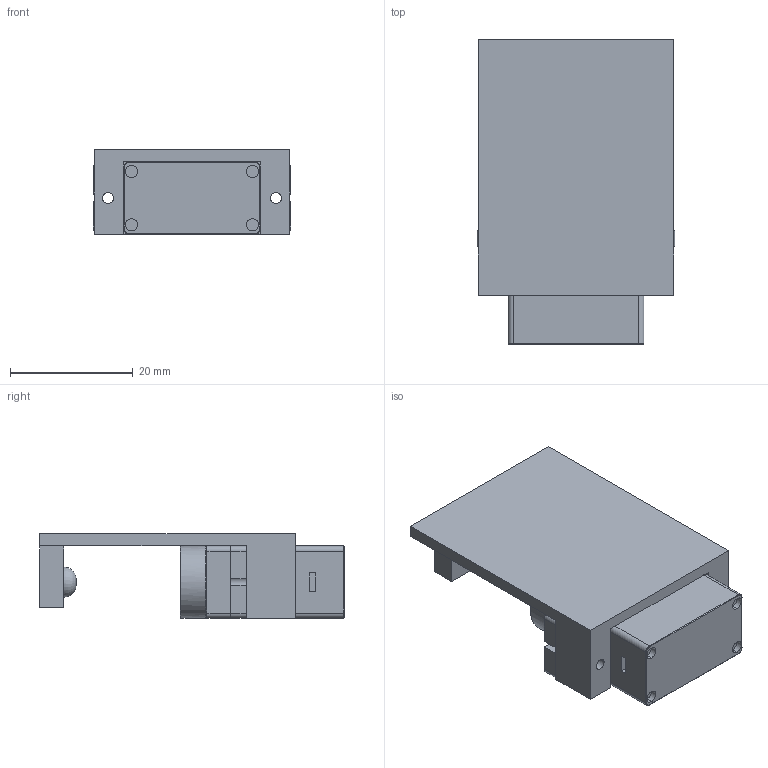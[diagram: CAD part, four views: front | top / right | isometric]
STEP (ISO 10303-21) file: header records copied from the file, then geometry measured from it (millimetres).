
FILE_DESCRIPTION (( 'STEP AP203' ), '1' );
FILE_NAME ('bottom part.STEP', '2025-12-27T13:34:44', ( '' ), ( '' ), 'SwSTEP 2.0', 'SolidWorks 2025', '' );
FILE_SCHEMA (( 'CONFIG_CONTROL_DESIGN' ));
Length unit declared in the file: millimetre
Products named in the file (1): bottom part
Bounding box: 32.2 x 49.67 x 13.8 mm (x, y, z)
Volume: 10489.8 mm3; surface area: 7049.2 mm2
Topology: 3 solids, 3 shells, 160 faces, 388 edges, 241 vertices
Faces by surface type: plane 60, cylinder 59, torus 21, bspline 18, sphere 2
Entity records: 5913 total; most frequent: CARTESIAN_POINT 2140, ORIENTED_EDGE 772, DIRECTION 762, EDGE_CURVE 386, AXIS2_PLACEMENT_3D 287, VERTEX_POINT 241, VECTOR 188, LINE 188
